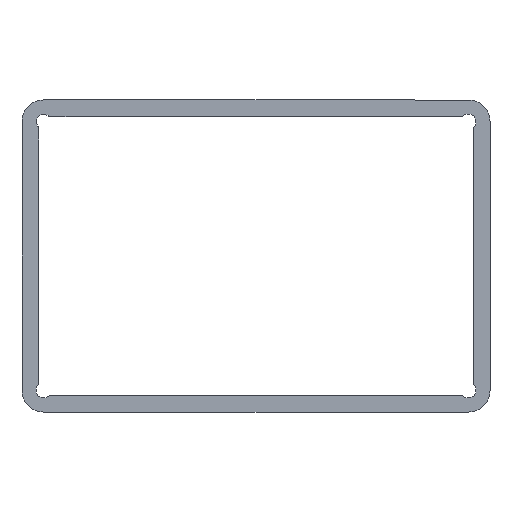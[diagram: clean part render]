
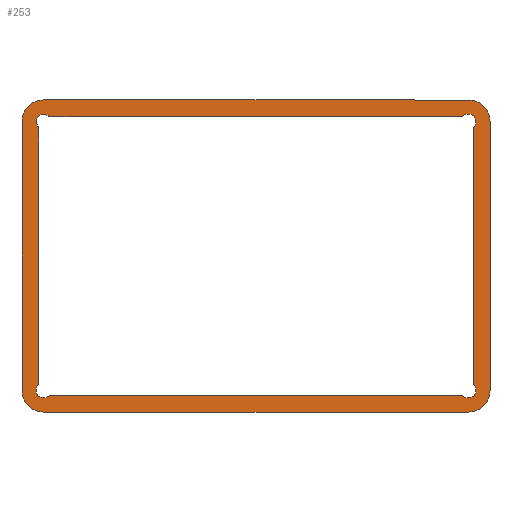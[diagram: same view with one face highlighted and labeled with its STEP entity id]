
A CAD part, front view. The second image highlights one B-rep face of the part: STEP entity #253.
In plain terms, the highlighted planar face has unit normal (0, -1, 0).
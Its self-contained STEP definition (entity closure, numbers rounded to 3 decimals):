
#5 = EDGE_CURVE ( 'NONE', #489, #263, #365, .T. ) ;
#16 = VECTOR ( 'NONE', #565, 1000. ) ;
#19 = CARTESIAN_POINT ( 'NONE',  ( 40.825, 0., -25.825 ) ) ;
#21 = DIRECTION ( 'NONE',  ( 0., 0., -1. ) ) ;
#29 = CARTESIAN_POINT ( 'NONE',  ( -41.825, 0., 24.813 ) ) ;
#30 = CIRCLE ( 'NONE', #419, 1.473 ) ;
#34 = VERTEX_POINT ( 'NONE', #29 ) ;
#42 = AXIS2_PLACEMENT_3D ( 'NONE', #550, #445, #117 ) ;
#43 = DIRECTION ( 'NONE',  ( 0., 0., -1. ) ) ;
#44 = LINE ( 'NONE', #287, #592 ) ;
#49 = CARTESIAN_POINT ( 'NONE',  ( -40.825, 0., -26.825 ) ) ;
#51 = VERTEX_POINT ( 'NONE', #460 ) ;
#59 = VERTEX_POINT ( 'NONE', #395 ) ;
#61 = DIRECTION ( 'NONE',  ( 0., 0., 1. ) ) ;
#68 = VERTEX_POINT ( 'NONE', #124 ) ;
#70 = DIRECTION ( 'NONE',  ( 0., 0., 1. ) ) ;
#73 = CARTESIAN_POINT ( 'NONE',  ( 39.753, 0., 26.825 ) ) ;
#75 = EDGE_CURVE ( 'NONE', #344, #59, #515, .T. ) ;
#78 = VERTEX_POINT ( 'NONE', #178 ) ;
#88 = CIRCLE ( 'NONE', #42, 4.175 ) ;
#94 = ORIENTED_EDGE ( 'NONE', *, *, #275, .F. ) ;
#95 = VERTEX_POINT ( 'NONE', #651 ) ;
#107 = FACE_OUTER_BOUND ( 'NONE', #673, .T. ) ;
#110 = VERTEX_POINT ( 'NONE', #538 ) ;
#117 = DIRECTION ( 'NONE',  ( 0., 0., 1. ) ) ;
#120 = VECTOR ( 'NONE', #686, 1000. ) ;
#121 = AXIS2_PLACEMENT_3D ( 'NONE', #122, #400, #444 ) ;
#122 = CARTESIAN_POINT ( 'NONE',  ( 40.825, 0., -25.825 ) ) ;
#124 = CARTESIAN_POINT ( 'NONE',  ( 41.825, 0., 24.733 ) ) ;
#131 = DIRECTION ( 'NONE',  ( 0., 0., -1. ) ) ;
#139 = EDGE_CURVE ( 'NONE', #676, #51, #637, .T. ) ;
#147 = CARTESIAN_POINT ( 'NONE',  ( 40.825, 0., -30. ) ) ;
#149 = CARTESIAN_POINT ( 'NONE',  ( 45., 0., 25.825 ) ) ;
#152 = CARTESIAN_POINT ( 'NONE',  ( -40.825, 0., -25.814 ) ) ;
#156 = EDGE_CURVE ( 'NONE', #110, #551, #658, .T. ) ;
#166 = AXIS2_PLACEMENT_3D ( 'NONE', #294, #443, #21 ) ;
#169 = CARTESIAN_POINT ( 'NONE',  ( 39.743, 0., -26.825 ) ) ;
#173 = DIRECTION ( 'NONE',  ( 0., -1., 0. ) ) ;
#175 = CARTESIAN_POINT ( 'NONE',  ( -40.825, 0., -25.825 ) ) ;
#178 = CARTESIAN_POINT ( 'NONE',  ( 45., 0., -25.825 ) ) ;
#183 = CARTESIAN_POINT ( 'NONE',  ( -45., 0., -25.825 ) ) ;
#184 = PLANE ( 'NONE',  #675 ) ;
#189 = CARTESIAN_POINT ( 'NONE',  ( -40.825, 0., -25.814 ) ) ;
#191 = CARTESIAN_POINT ( 'NONE',  ( 41.825, 0., -25.825 ) ) ;
#195 = ORIENTED_EDGE ( 'NONE', *, *, #139, .F. ) ;
#200 = VECTOR ( 'NONE', #274, 1000. ) ;
#206 = ORIENTED_EDGE ( 'NONE', *, *, #75, .F. ) ;
#207 = CARTESIAN_POINT ( 'NONE',  ( 40.825, 0., 26.825 ) ) ;
#209 = EDGE_LOOP ( 'NONE', ( #580, #643, #512, #482, #249, #522, #239, #507, #206, #94 ) ) ;
#215 = EDGE_CURVE ( 'NONE', #642, #34, #234, .T. ) ;
#216 = LINE ( 'NONE', #558, #218 ) ;
#218 = VECTOR ( 'NONE', #607, 1000. ) ;
#234 = CIRCLE ( 'NONE', #166, 1.422 ) ;
#239 = ORIENTED_EDGE ( 'NONE', *, *, #416, .F. ) ;
#244 = CARTESIAN_POINT ( 'NONE',  ( 40.825, 0., -25.825 ) ) ;
#245 = DIRECTION ( 'NONE',  ( 0., 0., 1. ) ) ;
#247 = ORIENTED_EDGE ( 'NONE', *, *, #282, .F. ) ;
#248 = DIRECTION ( 'NONE',  ( 0., -1., 0. ) ) ;
#249 = ORIENTED_EDGE ( 'NONE', *, *, #215, .F. ) ;
#251 = CARTESIAN_POINT ( 'NONE',  ( -39.754, 0., -26.825 ) ) ;
#253 = ADVANCED_FACE ( 'NONE', ( #107, #428 ), #184, .F. ) ;
#255 = ORIENTED_EDGE ( 'NONE', *, *, #626, .F. ) ;
#257 = EDGE_CURVE ( 'NONE', #68, #59, #358, .T. ) ;
#263 = VERTEX_POINT ( 'NONE', #251 ) ;
#274 = DIRECTION ( 'NONE',  ( -1., 0., 0. ) ) ;
#275 = EDGE_CURVE ( 'NONE', #489, #344, #30, .T. ) ;
#277 = EDGE_CURVE ( 'NONE', #95, #662, #582, .T. ) ;
#282 = EDGE_CURVE ( 'NONE', #78, #676, #478, .T. ) ;
#287 = CARTESIAN_POINT ( 'NONE',  ( 45., 0., -25.825 ) ) ;
#290 = DIRECTION ( 'NONE',  ( 0., 1., 0. ) ) ;
#292 = ORIENTED_EDGE ( 'NONE', *, *, #566, .F. ) ;
#293 = DIRECTION ( 'NONE',  ( 0., 0., -1. ) ) ;
#294 = CARTESIAN_POINT ( 'NONE',  ( -40.825, 0., 25.825 ) ) ;
#296 = DIRECTION ( 'NONE',  ( 0., 0., -1. ) ) ;
#300 = AXIS2_PLACEMENT_3D ( 'NONE', #594, #173, #656 ) ;
#301 = LINE ( 'NONE', #366, #120 ) ;
#308 = EDGE_CURVE ( 'NONE', #95, #34, #216, .T. ) ;
#312 = VERTEX_POINT ( 'NONE', #73 ) ;
#323 = ORIENTED_EDGE ( 'NONE', *, *, #457, .F. ) ;
#330 = AXIS2_PLACEMENT_3D ( 'NONE', #19, #511, #70 ) ;
#331 = DIRECTION ( 'NONE',  ( 0., 0., 1. ) ) ;
#337 = CARTESIAN_POINT ( 'NONE',  ( -40.825, 0., -30. ) ) ;
#343 = DIRECTION ( 'NONE',  ( 0., -1., 0. ) ) ;
#344 = VERTEX_POINT ( 'NONE', #523 ) ;
#347 = EDGE_CURVE ( 'NONE', #642, #312, #639, .T. ) ;
#349 = AXIS2_PLACEMENT_3D ( 'NONE', #189, #343, #408 ) ;
#354 = AXIS2_PLACEMENT_3D ( 'NONE', #559, #290, #245 ) ;
#358 = LINE ( 'NONE', #191, #553 ) ;
#363 = VECTOR ( 'NONE', #61, 1000. ) ;
#365 = LINE ( 'NONE', #49, #200 ) ;
#366 = CARTESIAN_POINT ( 'NONE',  ( -40.825, 0., 30. ) ) ;
#369 = DIRECTION ( 'NONE',  ( 0., -1., 0. ) ) ;
#374 = CARTESIAN_POINT ( 'NONE',  ( -39.813, 0., 26.825 ) ) ;
#392 = CARTESIAN_POINT ( 'NONE',  ( 40.825, 0., 30. ) ) ;
#395 = CARTESIAN_POINT ( 'NONE',  ( 41.825, 0., -24.743 ) ) ;
#399 = CARTESIAN_POINT ( 'NONE',  ( -45., 0., -25.825 ) ) ;
#400 = DIRECTION ( 'NONE',  ( 0., -1., 0. ) ) ;
#406 = CARTESIAN_POINT ( 'NONE',  ( -40.825, 0., -25.825 ) ) ;
#408 = DIRECTION ( 'NONE',  ( 0., 0., -1. ) ) ;
#416 = EDGE_CURVE ( 'NONE', #68, #312, #516, .T. ) ;
#419 = AXIS2_PLACEMENT_3D ( 'NONE', #244, #248, #131 ) ;
#425 = VECTOR ( 'NONE', #682, 1000. ) ;
#426 = EDGE_CURVE ( 'NONE', #51, #601, #480, .T. ) ;
#427 = EDGE_CURVE ( 'NONE', #429, #606, #88, .T. ) ;
#428 = FACE_BOUND ( 'NONE', #209, .T. ) ;
#429 = VERTEX_POINT ( 'NONE', #392 ) ;
#443 = DIRECTION ( 'NONE',  ( 0., -1., 0. ) ) ;
#444 = DIRECTION ( 'NONE',  ( 0., 0., -1. ) ) ;
#445 = DIRECTION ( 'NONE',  ( 0., 1., 0. ) ) ;
#457 = EDGE_CURVE ( 'NONE', #601, #110, #464, .T. ) ;
#460 = CARTESIAN_POINT ( 'NONE',  ( -40.825, 0., -30. ) ) ;
#464 = LINE ( 'NONE', #399, #363 ) ;
#477 = ORIENTED_EDGE ( 'NONE', *, *, #427, .F. ) ;
#478 = CIRCLE ( 'NONE', #330, 4.175 ) ;
#480 = CIRCLE ( 'NONE', #657, 4.175 ) ;
#482 = ORIENTED_EDGE ( 'NONE', *, *, #308, .T. ) ;
#489 = VERTEX_POINT ( 'NONE', #169 ) ;
#501 = CARTESIAN_POINT ( 'NONE',  ( -40.825, 0., 30. ) ) ;
#507 = ORIENTED_EDGE ( 'NONE', *, *, #257, .T. ) ;
#511 = DIRECTION ( 'NONE',  ( 0., 1., 0. ) ) ;
#512 = ORIENTED_EDGE ( 'NONE', *, *, #277, .F. ) ;
#515 = CIRCLE ( 'NONE', #121, 1.473 ) ;
#516 = CIRCLE ( 'NONE', #300, 1.473 ) ;
#521 = CARTESIAN_POINT ( 'NONE',  ( -40.825, 0., -27.287 ) ) ;
#522 = ORIENTED_EDGE ( 'NONE', *, *, #347, .T. ) ;
#523 = CARTESIAN_POINT ( 'NONE',  ( 40.825, 0., -27.298 ) ) ;
#524 = AXIS2_PLACEMENT_3D ( 'NONE', #152, #369, #43 ) ;
#538 = CARTESIAN_POINT ( 'NONE',  ( -45., 0., 25.825 ) ) ;
#545 = CIRCLE ( 'NONE', #524, 1.473 ) ;
#550 = CARTESIAN_POINT ( 'NONE',  ( 40.825, 0., 25.825 ) ) ;
#551 = VERTEX_POINT ( 'NONE', #501 ) ;
#553 = VECTOR ( 'NONE', #293, 1000. ) ;
#558 = CARTESIAN_POINT ( 'NONE',  ( -41.825, 0., 25.825 ) ) ;
#559 = CARTESIAN_POINT ( 'NONE',  ( -40.825, 0., 25.825 ) ) ;
#561 = DIRECTION ( 'NONE',  ( 0., 1., 0. ) ) ;
#565 = DIRECTION ( 'NONE',  ( -1., 0., 0. ) ) ;
#566 = EDGE_CURVE ( 'NONE', #606, #78, #44, .T. ) ;
#580 = ORIENTED_EDGE ( 'NONE', *, *, #5, .T. ) ;
#582 = CIRCLE ( 'NONE', #349, 1.473 ) ;
#592 = VECTOR ( 'NONE', #296, 1000. ) ;
#594 = CARTESIAN_POINT ( 'NONE',  ( 40.825, 0., 25.815 ) ) ;
#601 = VERTEX_POINT ( 'NONE', #183 ) ;
#603 = DIRECTION ( 'NONE',  ( 0., 0., 1. ) ) ;
#606 = VERTEX_POINT ( 'NONE', #149 ) ;
#607 = DIRECTION ( 'NONE',  ( 0., 0., 1. ) ) ;
#626 = EDGE_CURVE ( 'NONE', #551, #429, #301, .T. ) ;
#635 = ORIENTED_EDGE ( 'NONE', *, *, #426, .F. ) ;
#637 = LINE ( 'NONE', #337, #16 ) ;
#639 = LINE ( 'NONE', #207, #425 ) ;
#641 = ORIENTED_EDGE ( 'NONE', *, *, #156, .F. ) ;
#642 = VERTEX_POINT ( 'NONE', #374 ) ;
#643 = ORIENTED_EDGE ( 'NONE', *, *, #655, .F. ) ;
#651 = CARTESIAN_POINT ( 'NONE',  ( -41.825, 0., -24.732 ) ) ;
#655 = EDGE_CURVE ( 'NONE', #662, #263, #545, .T. ) ;
#656 = DIRECTION ( 'NONE',  ( 0., 0., -1. ) ) ;
#657 = AXIS2_PLACEMENT_3D ( 'NONE', #175, #666, #331 ) ;
#658 = CIRCLE ( 'NONE', #354, 4.175 ) ;
#662 = VERTEX_POINT ( 'NONE', #521 ) ;
#666 = DIRECTION ( 'NONE',  ( 0., 1., 0. ) ) ;
#673 = EDGE_LOOP ( 'NONE', ( #635, #195, #247, #292, #477, #255, #641, #323 ) ) ;
#675 = AXIS2_PLACEMENT_3D ( 'NONE', #406, #561, #603 ) ;
#676 = VERTEX_POINT ( 'NONE', #147 ) ;
#682 = DIRECTION ( 'NONE',  ( 1., 0., 0. ) ) ;
#686 = DIRECTION ( 'NONE',  ( 1., 0., 0. ) ) ;
